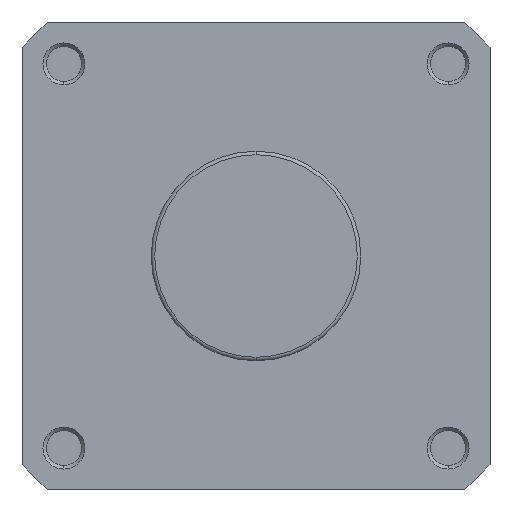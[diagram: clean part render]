
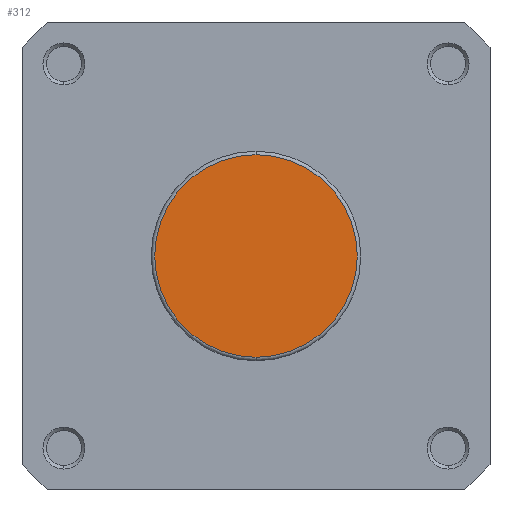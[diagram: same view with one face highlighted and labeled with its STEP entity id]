
A CAD part, left-side view. The second image highlights one B-rep face of the part: STEP entity #312.
In plain terms, the highlighted planar face has unit normal (-1, 0, 0).
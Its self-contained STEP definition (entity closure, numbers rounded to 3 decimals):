
#312 = ADVANCED_FACE ( 'NONE', ( #2818 ), #5032, .F. ) ;
#812 = ORIENTED_EDGE ( 'NONE', *, *, #3938, .T. ) ;
#813 = ORIENTED_EDGE ( 'NONE', *, *, #3879, .T. ) ;
#1150 = CIRCLE ( 'NONE', #4653, 29. ) ;
#1237 = CIRCLE ( 'NONE', #4681, 29. ) ;
#2411 = EDGE_LOOP ( 'NONE', ( #813, #812 ) ) ;
#2818 = FACE_OUTER_BOUND ( 'NONE', #2411, .T. ) ;
#3331 = VERTEX_POINT ( 'NONE', #5892 ) ;
#3332 = VERTEX_POINT ( 'NONE', #5893 ) ;
#3879 = EDGE_CURVE ( 'NONE', #3331, #3332, #1150, .T. ) ;
#3938 = EDGE_CURVE ( 'NONE', #3332, #3331, #1237, .T. ) ;
#4395 = AXIS2_PLACEMENT_3D ( 'NONE', #5031, #5033, #5034 ) ;
#4653 = AXIS2_PLACEMENT_3D ( 'NONE', #6512, #6513, #6514 ) ;
#4681 = AXIS2_PLACEMENT_3D ( 'NONE', #6660, #6662, #6663 ) ;
#5031 = CARTESIAN_POINT ( 'NONE',  ( 0., 30., 0. ) ) ;
#5032 = PLANE ( 'NONE',  #4395 ) ;
#5033 = DIRECTION ( 'NONE',  ( 1., 0., 0. ) ) ;
#5034 = DIRECTION ( 'NONE',  ( 0., 0., -1. ) ) ;
#5892 = CARTESIAN_POINT ( 'NONE',  ( 0., 0., -29. ) ) ;
#5893 = CARTESIAN_POINT ( 'NONE',  ( 0., 0., 29. ) ) ;
#6512 = CARTESIAN_POINT ( 'NONE',  ( 0., 0., 0. ) ) ;
#6513 = DIRECTION ( 'NONE',  ( -1., 0., 0. ) ) ;
#6514 = DIRECTION ( 'NONE',  ( 0., 0., -1. ) ) ;
#6660 = CARTESIAN_POINT ( 'NONE',  ( 0., 0., 0. ) ) ;
#6662 = DIRECTION ( 'NONE',  ( -1., 0., 0. ) ) ;
#6663 = DIRECTION ( 'NONE',  ( 0., 0., -1. ) ) ;
